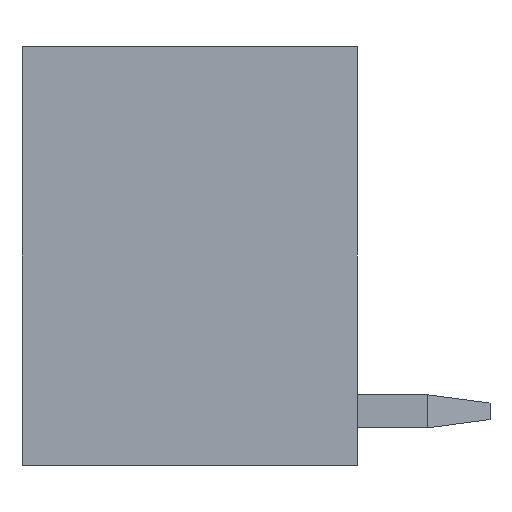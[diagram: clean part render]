
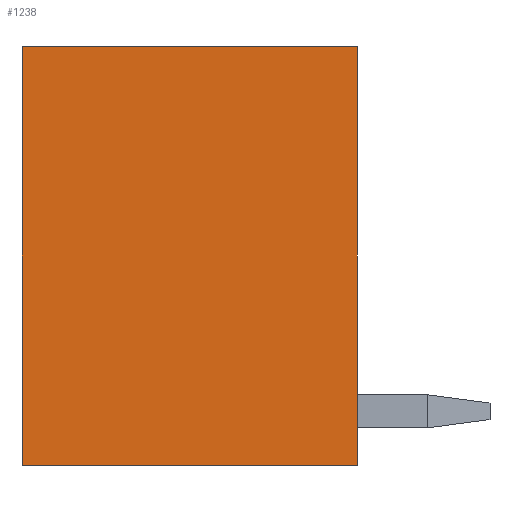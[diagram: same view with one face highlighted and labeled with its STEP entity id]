
A CAD part, left-side view. The second image highlights one B-rep face of the part: STEP entity #1238.
In plain terms, the highlighted planar face has unit normal (-1, 0, 0).
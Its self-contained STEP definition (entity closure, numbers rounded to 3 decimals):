
#1230=AXIS2_PLACEMENT_3D('Plane Axis2P3D',#1227,#1228,#1229) ;
#241=CARTESIAN_POINT('Line Origine',(0.,3.2,5.05)) ;
#245=CARTESIAN_POINT('Vertex',(0.,3.2,0.)) ;
#247=CARTESIAN_POINT('Vertex',(0.,3.2,10.1)) ;
#538=CARTESIAN_POINT('Line Origine',(0.,7.25,10.1)) ;
#542=CARTESIAN_POINT('Vertex',(0.,11.3,10.1)) ;
#1164=CARTESIAN_POINT('Line Origine',(0.,11.3,5.05)) ;
#1168=CARTESIAN_POINT('Vertex',(0.,11.3,0.)) ;
#1196=CARTESIAN_POINT('Line Origine',(0.,7.25,0.)) ;
#1227=CARTESIAN_POINT('Axis2P3D Location',(0.,7.2,3.5)) ;
#242=DIRECTION('Vector Direction',(0.,0.,1.)) ;
#539=DIRECTION('Vector Direction',(0.,1.,0.)) ;
#1165=DIRECTION('Vector Direction',(0.,0.,-1.)) ;
#1197=DIRECTION('Vector Direction',(0.,-1.,0.)) ;
#1228=DIRECTION('Axis2P3D Direction',(-1.,0.,0.)) ;
#1229=DIRECTION('Axis2P3D XDirection',(0.,-1.,0.)) ;
#243=VECTOR('Line Direction',#242,1.) ;
#540=VECTOR('Line Direction',#539,1.) ;
#1166=VECTOR('Line Direction',#1165,1.) ;
#1198=VECTOR('Line Direction',#1197,1.) ;
#1233=ORIENTED_EDGE('',*,*,#1200,.T.) ;
#1234=ORIENTED_EDGE('',*,*,#249,.T.) ;
#1235=ORIENTED_EDGE('',*,*,#544,.T.) ;
#1236=ORIENTED_EDGE('',*,*,#1170,.T.) ;
#1238=ADVANCED_FACE('BREP_WITH_VOIDS #9575',(#1237),#1231,.T.) ;
#249=EDGE_CURVE('',#246,#248,#244,.T.) ;
#544=EDGE_CURVE('',#248,#543,#541,.T.) ;
#1170=EDGE_CURVE('',#543,#1169,#1167,.T.) ;
#1200=EDGE_CURVE('',#1169,#246,#1199,.T.) ;
#1232=EDGE_LOOP('',(#1233,#1234,#1235,#1236)) ;
#1237=FACE_OUTER_BOUND('',#1232,.T.) ;
#244=LINE('Line',#241,#243) ;
#541=LINE('Line',#538,#540) ;
#1167=LINE('Line',#1164,#1166) ;
#1199=LINE('Line',#1196,#1198) ;
#1231=PLANE('',#1230) ;
#246=VERTEX_POINT('',#245) ;
#248=VERTEX_POINT('',#247) ;
#543=VERTEX_POINT('',#542) ;
#1169=VERTEX_POINT('',#1168) ;
